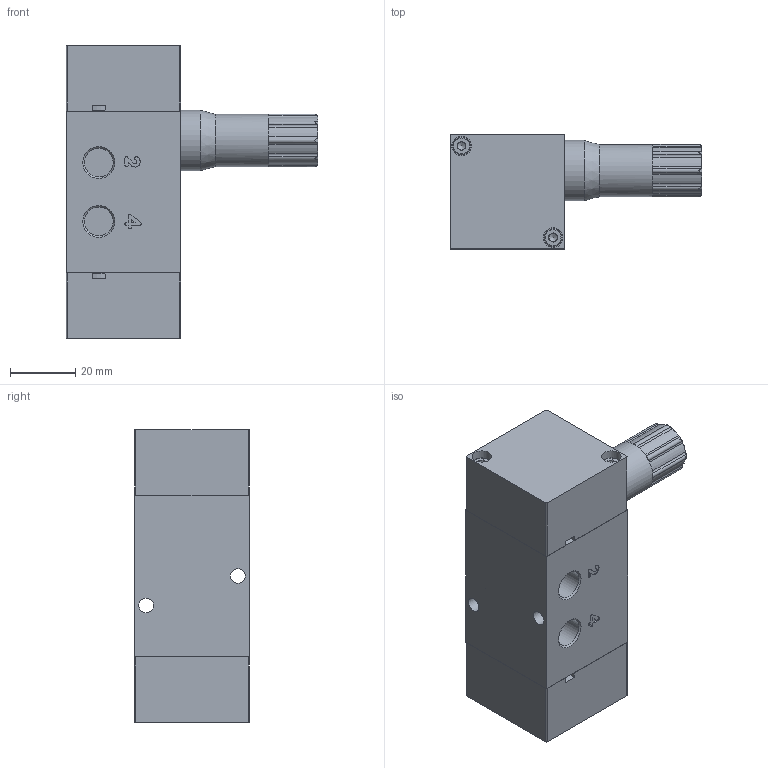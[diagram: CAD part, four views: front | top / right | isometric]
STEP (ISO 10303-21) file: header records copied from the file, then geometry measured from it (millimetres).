
FILE_DESCRIPTION(/* description */ (''),/* implementation_level */ '2;1');
FILE_NAME(/* name */ 'vz_18_512_b.stp',/* time_stamp */ '2017-06-14T11:55:02+02:00',/* author */ ('leitheußer'),/* organization */ (''),/* preprocessor_version */ 'ST-DEVELOPER v15.6',/* originating_system */ 'Autodesk Inventor LT ',/* authorisation */ '');
FILE_SCHEMA (('AUTOMOTIVE_DESIGN { 1 0 10303 214 3 1 1 }'));
Length unit declared in the file: millimetre
Products named in the file (1): 00_177_4
Bounding box: 77 x 35 x 89.5 mm (x, y, z)
Volume: 113187.7 mm3; surface area: 27840.3 mm2
Topology: 13 solids, 13 shells, 741 faces, 2055 edges, 1354 vertices
Faces by surface type: cone 313, cylinder 254, plane 160, torus 9, sphere 5
Full cylindrical faces by diameter (mm): 2.8 x6, 3 x156, 4.5 x2, 5.5 x5, 6 x4, 8.8 x6, 16 x1, 18.5 x1
Entity records: 17472 total; most frequent: DIRECTION 3227, CARTESIAN_POINT 3062, ORIENTED_EDGE 2152, AXIS2_PLACEMENT_3D 1441, EDGE_LOOP 1280, EDGE_CURVE 1076, VERTEX_POINT 892, FACE_OUTER_BOUND 741
